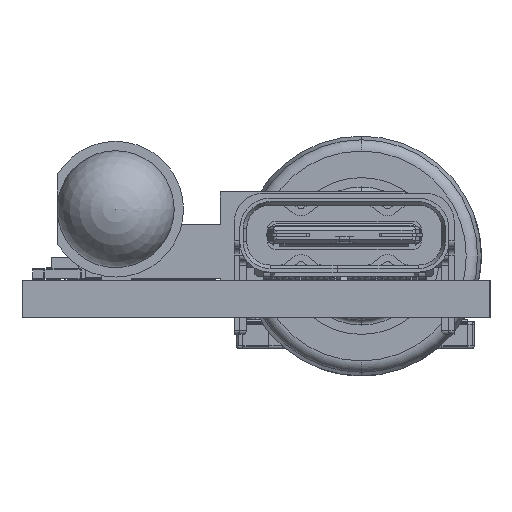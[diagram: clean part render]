
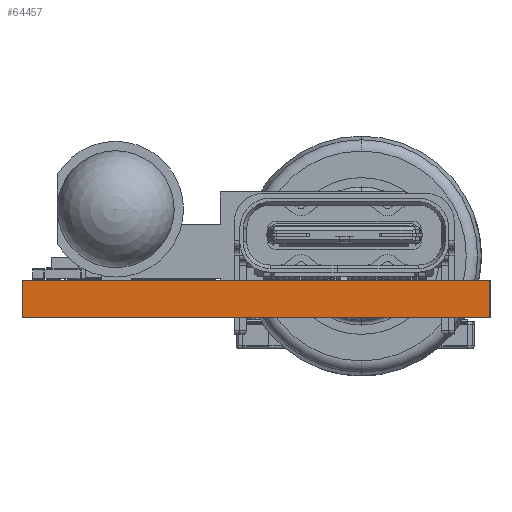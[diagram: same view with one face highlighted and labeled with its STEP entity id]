
A CAD part, left-side view. The second image highlights one B-rep face of the part: STEP entity #64457.
In plain terms, the highlighted planar face has unit normal (-1, 0, 0).
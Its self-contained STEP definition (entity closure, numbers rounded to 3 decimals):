
#63626 = VERTEX_POINT('',#63627);
#63627 = CARTESIAN_POINT('',(118.5,-88.,0.));
#63633 = EDGE_CURVE('',#63634,#63626,#63636,.T.);
#63634 = VERTEX_POINT('',#63635);
#63635 = CARTESIAN_POINT('',(118.5,-108.,0.));
#63636 = LINE('',#63637,#63638);
#63637 = CARTESIAN_POINT('',(118.5,-108.,0.));
#63638 = VECTOR('',#63639,1.);
#63639 = DIRECTION('',(0.,1.,0.));
#64028 = VERTEX_POINT('',#64029);
#64029 = CARTESIAN_POINT('',(118.5,-88.,1.6));
#64035 = EDGE_CURVE('',#64036,#64028,#64038,.T.);
#64036 = VERTEX_POINT('',#64037);
#64037 = CARTESIAN_POINT('',(118.5,-108.,1.6));
#64038 = LINE('',#64039,#64040);
#64039 = CARTESIAN_POINT('',(118.5,-108.,1.6));
#64040 = VECTOR('',#64041,1.);
#64041 = DIRECTION('',(0.,1.,0.));
#64427 = EDGE_CURVE('',#63626,#64028,#64428,.T.);
#64428 = LINE('',#64429,#64430);
#64429 = CARTESIAN_POINT('',(118.5,-88.,0.));
#64430 = VECTOR('',#64431,1.);
#64431 = DIRECTION('',(0.,0.,1.));
#64457 = ADVANCED_FACE('',(#64458),#64469,.T.);
#64458 = FACE_BOUND('',#64459,.T.);
#64459 = EDGE_LOOP('',(#64460,#64466,#64467,#64468));
#64460 = ORIENTED_EDGE('',*,*,#64461,.T.);
#64461 = EDGE_CURVE('',#63634,#64036,#64462,.T.);
#64462 = LINE('',#64463,#64464);
#64463 = CARTESIAN_POINT('',(118.5,-108.,0.));
#64464 = VECTOR('',#64465,1.);
#64465 = DIRECTION('',(0.,0.,1.));
#64466 = ORIENTED_EDGE('',*,*,#64035,.T.);
#64467 = ORIENTED_EDGE('',*,*,#64427,.F.);
#64468 = ORIENTED_EDGE('',*,*,#63633,.F.);
#64469 = PLANE('',#64470);
#64470 = AXIS2_PLACEMENT_3D('',#64471,#64472,#64473);
#64471 = CARTESIAN_POINT('',(118.5,-108.,0.));
#64472 = DIRECTION('',(-1.,0.,0.));
#64473 = DIRECTION('',(0.,1.,0.));
